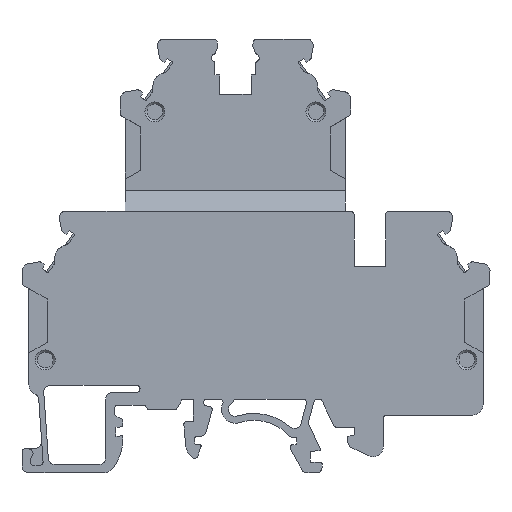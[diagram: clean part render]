
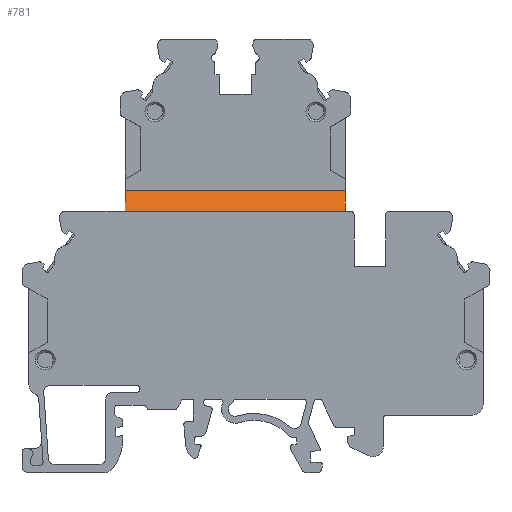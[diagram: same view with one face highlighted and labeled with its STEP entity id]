
A CAD part, front view. The second image highlights one B-rep face of the part: STEP entity #781.
In plain terms, the highlighted planar face has unit normal (0, -0.707, 0.707).
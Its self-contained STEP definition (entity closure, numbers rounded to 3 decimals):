
#781 = ADVANCED_FACE( '', ( #1711 ), #1712, .T. );
#1711 = FACE_OUTER_BOUND( '', #2783, .T. );
#1712 = PLANE( '', #2784 );
#2783 = EDGE_LOOP( '', ( #4954, #4955, #4956, #4957 ) );
#2784 = AXIS2_PLACEMENT_3D( '', #4958, #4959, #4960 );
#4954 = ORIENTED_EDGE( '', *, *, #7095, .F. );
#4955 = ORIENTED_EDGE( '', *, *, #7447, .F. );
#4956 = ORIENTED_EDGE( '', *, *, #6770, .F. );
#4957 = ORIENTED_EDGE( '', *, *, #7389, .F. );
#4958 = CARTESIAN_POINT( '', ( -19., 3., 9.5 ) );
#4959 = DIRECTION( '', ( 0., -0.707, 0.707 ) );
#4960 = DIRECTION( '', ( 0., -0.707, -0.707 ) );
#6770 = EDGE_CURVE( '', #8259, #8261, #8262, .T. );
#7095 = EDGE_CURVE( '', #8796, #8786, #8798, .T. );
#7389 = EDGE_CURVE( '', #8786, #8259, #9232, .T. );
#7447 = EDGE_CURVE( '', #8261, #8796, #9316, .T. );
#8259 = VERTEX_POINT( '', #10354 );
#8261 = VERTEX_POINT( '', #10357 );
#8262 = LINE( '', #10358, #10359 );
#8786 = VERTEX_POINT( '', #11055 );
#8796 = VERTEX_POINT( '', #11070 );
#8798 = LINE( '', #11073, #11074 );
#9232 = LINE( '', #11671, #11672 );
#9316 = LINE( '', #11782, #11783 );
#10354 = CARTESIAN_POINT( '', ( 13., 3., 9.5 ) );
#10357 = CARTESIAN_POINT( '', ( 13., 0., 6.5 ) );
#10358 = CARTESIAN_POINT( '', ( 13., 6.812, 13.312 ) );
#10359 = VECTOR( '', #12668, 1000. );
#11055 = CARTESIAN_POINT( '', ( -19., 3., 9.5 ) );
#11070 = CARTESIAN_POINT( '', ( -19., 0., 6.5 ) );
#11073 = CARTESIAN_POINT( '', ( -19., 5.975, 12.475 ) );
#11074 = VECTOR( '', #13072, 1000. );
#11671 = CARTESIAN_POINT( '', ( -19., 3., 9.5 ) );
#11672 = VECTOR( '', #13425, 1000. );
#11782 = CARTESIAN_POINT( '', ( -19., 0., 6.5 ) );
#11783 = VECTOR( '', #13494, 1000. );
#12668 = DIRECTION( '', ( 0., -0.707, -0.707 ) );
#13072 = DIRECTION( '', ( 0., 0.707, 0.707 ) );
#13425 = DIRECTION( '', ( 1., 0., 0. ) );
#13494 = DIRECTION( '', ( -1., 0., 0. ) );
